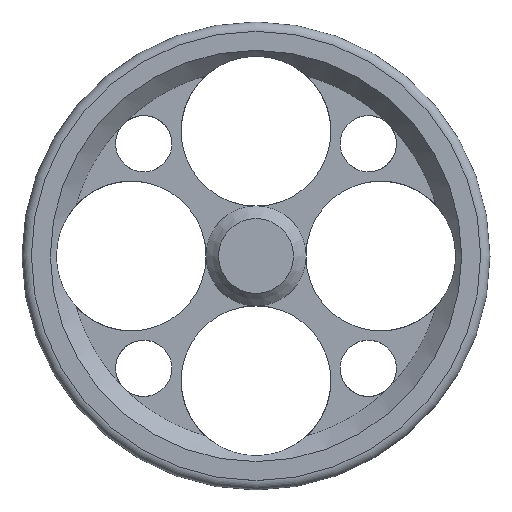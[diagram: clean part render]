
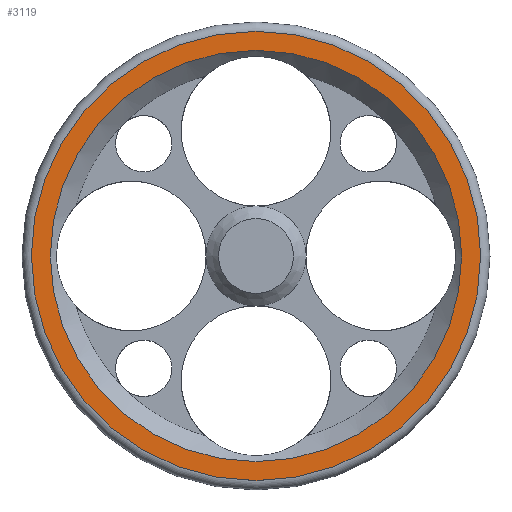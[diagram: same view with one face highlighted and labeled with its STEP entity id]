
A CAD part, top view. The second image highlights one B-rep face of the part: STEP entity #3119.
In plain terms, the highlighted planar face has unit normal (0, 0, 1).
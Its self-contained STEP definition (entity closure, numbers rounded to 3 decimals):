
#929 = CONICAL_SURFACE('',#930,29.956,0.785);
#930 = AXIS2_PLACEMENT_3D('',#931,#932,#933);
#931 = CARTESIAN_POINT('',(0.,0.,0.));
#932 = DIRECTION('',(0.,0.,1.));
#933 = DIRECTION('',(-1.,0.,0.));
#2878 = VERTEX_POINT('',#2879);
#2879 = CARTESIAN_POINT('',(-32.956,0.,3.));
#2900 = EDGE_CURVE('',#2878,#2878,#2901,.T.);
#2901 = SURFACE_CURVE('',#2902,(#2907,#2914),.PCURVE_S1.);
#2902 = CIRCLE('',#2903,32.956);
#2903 = AXIS2_PLACEMENT_3D('',#2904,#2905,#2906);
#2904 = CARTESIAN_POINT('',(0.,0.,3.));
#2905 = DIRECTION('',(0.,0.,1.));
#2906 = DIRECTION('',(-1.,0.,0.));
#2907 = PCURVE('',#929,#2908);
#2908 = DEFINITIONAL_REPRESENTATION('',(#2909),#2913);
#2909 = LINE('',#2910,#2911);
#2910 = CARTESIAN_POINT('',(0.,3.));
#2911 = VECTOR('',#2912,1.);
#2912 = DIRECTION('',(1.,0.));
#2913 = ( GEOMETRIC_REPRESENTATION_CONTEXT(2) 
PARAMETRIC_REPRESENTATION_CONTEXT() REPRESENTATION_CONTEXT('2D SPACE',''
  ) );
#2914 = PCURVE('',#2915,#2920);
#2915 = PLANE('',#2916);
#2916 = AXIS2_PLACEMENT_3D('',#2917,#2918,#2919);
#2917 = CARTESIAN_POINT('',(0.,0.,3.));
#2918 = DIRECTION('',(0.,0.,1.));
#2919 = DIRECTION('',(-1.,0.,0.));
#2920 = DEFINITIONAL_REPRESENTATION('',(#2921),#2925);
#2921 = CIRCLE('',#2922,32.956);
#2922 = AXIS2_PLACEMENT_2D('',#2923,#2924);
#2923 = CARTESIAN_POINT('',(-0.,0.));
#2924 = DIRECTION('',(1.,0.));
#2925 = ( GEOMETRIC_REPRESENTATION_CONTEXT(2) 
PARAMETRIC_REPRESENTATION_CONTEXT() REPRESENTATION_CONTEXT('2D SPACE',''
  ) );
#3027 = CYLINDRICAL_SURFACE('',#3028,36.);
#3028 = AXIS2_PLACEMENT_3D('',#3029,#3030,#3031);
#3029 = CARTESIAN_POINT('',(0.,0.,3.));
#3030 = DIRECTION('',(0.,0.,-1.));
#3031 = DIRECTION('',(-1.,0.,0.));
#3119 = ADVANCED_FACE('',(#3120,#3123),#2915,.T.);
#3120 = FACE_BOUND('',#3121,.F.);
#3121 = EDGE_LOOP('',(#3122));
#3122 = ORIENTED_EDGE('',*,*,#2900,.T.);
#3123 = FACE_BOUND('',#3124,.F.);
#3124 = EDGE_LOOP('',(#3125));
#3125 = ORIENTED_EDGE('',*,*,#3126,.F.);
#3126 = EDGE_CURVE('',#3127,#3127,#3129,.T.);
#3127 = VERTEX_POINT('',#3128);
#3128 = CARTESIAN_POINT('',(-36.,0.,3.));
#3129 = SURFACE_CURVE('',#3130,(#3135,#3142),.PCURVE_S1.);
#3130 = CIRCLE('',#3131,36.);
#3131 = AXIS2_PLACEMENT_3D('',#3132,#3133,#3134);
#3132 = CARTESIAN_POINT('',(0.,0.,3.));
#3133 = DIRECTION('',(0.,0.,1.));
#3134 = DIRECTION('',(-1.,0.,0.));
#3135 = PCURVE('',#2915,#3136);
#3136 = DEFINITIONAL_REPRESENTATION('',(#3137),#3141);
#3137 = CIRCLE('',#3138,36.);
#3138 = AXIS2_PLACEMENT_2D('',#3139,#3140);
#3139 = CARTESIAN_POINT('',(-0.,0.));
#3140 = DIRECTION('',(1.,0.));
#3141 = ( GEOMETRIC_REPRESENTATION_CONTEXT(2) 
PARAMETRIC_REPRESENTATION_CONTEXT() REPRESENTATION_CONTEXT('2D SPACE',''
  ) );
#3142 = PCURVE('',#3027,#3143);
#3143 = DEFINITIONAL_REPRESENTATION('',(#3144),#3148);
#3144 = LINE('',#3145,#3146);
#3145 = CARTESIAN_POINT('',(-0.,0.));
#3146 = VECTOR('',#3147,1.);
#3147 = DIRECTION('',(-1.,0.));
#3148 = ( GEOMETRIC_REPRESENTATION_CONTEXT(2) 
PARAMETRIC_REPRESENTATION_CONTEXT() REPRESENTATION_CONTEXT('2D SPACE',''
  ) );
